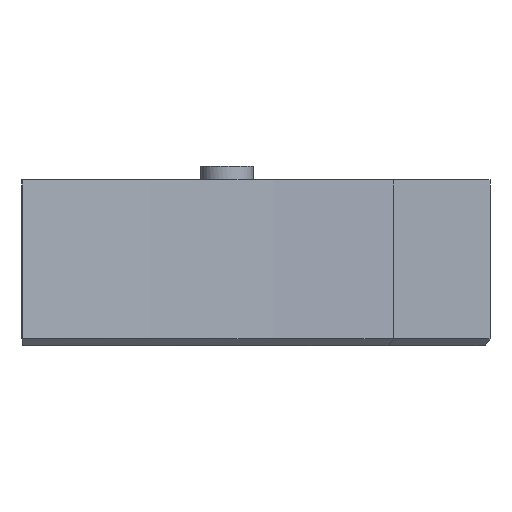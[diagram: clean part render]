
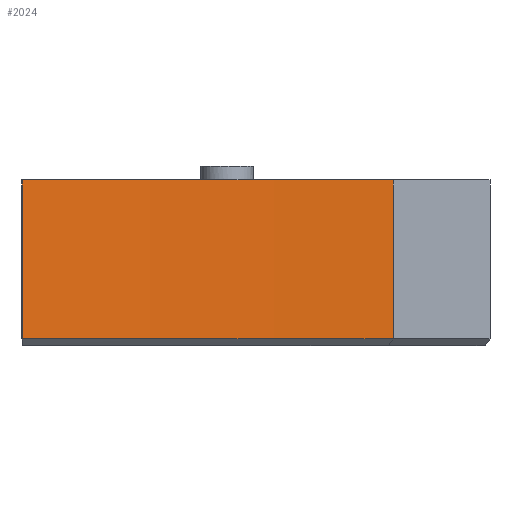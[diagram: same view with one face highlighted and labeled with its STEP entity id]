
A CAD part, front view. The second image highlights one B-rep face of the part: STEP entity #2024.
In plain terms, the highlighted cylindrical face has radius 567.894 mm (diameter 1135.79 mm), a partial arc.
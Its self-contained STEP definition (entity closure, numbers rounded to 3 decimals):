
#758 = CARTESIAN_POINT ( 'NONE',  ( 0., 0.577, 24. ) ) ;
#759 = CARTESIAN_POINT ( 'NONE',  ( 53.711, 48.821, 24. ) ) ;
#802 = CARTESIAN_POINT ( 'NONE',  ( 53.711, 48.821, 1. ) ) ;
#818 = CARTESIAN_POINT ( 'NONE',  ( 0., 0.577, 1. ) ) ;
#852 = CARTESIAN_POINT ( 'NONE',  ( -351.863, 446.33, 3. ) ) ;
#854 = DIRECTION ( 'NONE',  ( 0., 0., -1. ) ) ;
#855 = CYLINDRICAL_SURFACE ( 'NONE', #2567, 567.894 ) ;
#856 = FACE_OUTER_BOUND ( 'NONE', #2239, .T. ) ;
#857 = DIRECTION ( 'NONE',  ( -1., 0., 0. ) ) ;
#1243 = LINE ( 'NONE', #1244, #1346 ) ;
#1244 = CARTESIAN_POINT ( 'NONE',  ( 53.711, 48.821, 3. ) ) ;
#1252 = DIRECTION ( 'NONE',  ( 0., 0., -1. ) ) ;
#1253 = LINE ( 'NONE', #1255, #1348 ) ;
#1255 = CARTESIAN_POINT ( 'NONE',  ( 0., 0.577, 3. ) ) ;
#1256 = DIRECTION ( 'NONE',  ( 0., 0., -1. ) ) ;
#1258 = CARTESIAN_POINT ( 'NONE',  ( -351.863, 446.33, 1. ) ) ;
#1259 = DIRECTION ( 'NONE',  ( 0., 0., 1. ) ) ;
#1260 = DIRECTION ( 'NONE',  ( 1., 0., 0. ) ) ;
#1341 = CIRCLE ( 'NONE', #1351, 567.894 ) ;
#1346 = VECTOR ( 'NONE', #1252, 1000. ) ;
#1348 = VECTOR ( 'NONE', #1256, 1000. ) ;
#1351 = AXIS2_PLACEMENT_3D ( 'NONE', #1258, #1259, #1260 ) ;
#1668 = CARTESIAN_POINT ( 'NONE',  ( -351.863, 446.33, 24. ) ) ;
#1669 = DIRECTION ( 'NONE',  ( 0., 0., 1. ) ) ;
#1670 = DIRECTION ( 'NONE',  ( 1., 0., 0. ) ) ;
#1783 = VERTEX_POINT ( 'NONE', #758 ) ;
#1784 = VERTEX_POINT ( 'NONE', #759 ) ;
#1854 = VERTEX_POINT ( 'NONE', #802 ) ;
#1871 = VERTEX_POINT ( 'NONE', #818 ) ;
#1907 = ORIENTED_EDGE ( 'NONE', *, *, #2832, .F. ) ;
#1908 = ORIENTED_EDGE ( 'NONE', *, *, #2597, .F. ) ;
#1909 = ORIENTED_EDGE ( 'NONE', *, *, #2833, .T. ) ;
#1910 = ORIENTED_EDGE ( 'NONE', *, *, #2834, .T. ) ;
#2024 = ADVANCED_FACE ( 'NONE', ( #856 ), #855, .T. ) ;
#2239 = EDGE_LOOP ( 'NONE', ( #1907, #1908, #1909, #1910 ) ) ;
#2567 = AXIS2_PLACEMENT_3D ( 'NONE', #852, #854, #857 ) ;
#2597 = EDGE_CURVE ( 'NONE', #1783, #1784, #2695, .T. ) ;
#2695 = CIRCLE ( 'NONE', #2697, 567.894 ) ;
#2697 = AXIS2_PLACEMENT_3D ( 'NONE', #1668, #1669, #1670 ) ;
#2832 = EDGE_CURVE ( 'NONE', #1784, #1854, #1243, .T. ) ;
#2833 = EDGE_CURVE ( 'NONE', #1783, #1871, #1253, .T. ) ;
#2834 = EDGE_CURVE ( 'NONE', #1871, #1854, #1341, .T. ) ;
